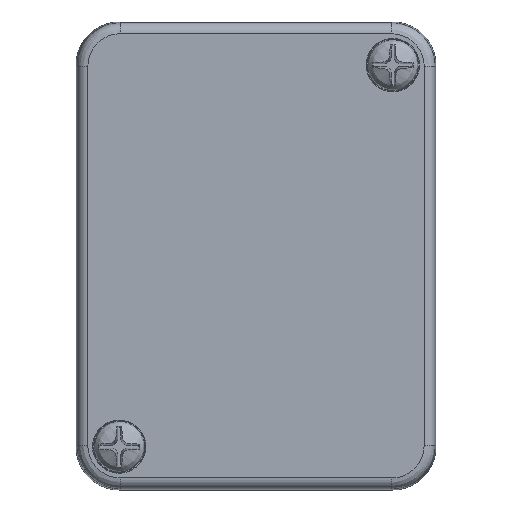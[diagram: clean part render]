
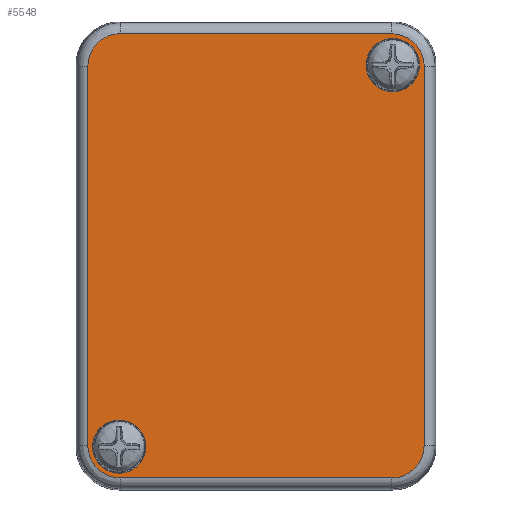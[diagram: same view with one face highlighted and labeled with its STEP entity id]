
A CAD part, top view. The second image highlights one B-rep face of the part: STEP entity #5548.
In plain terms, the highlighted planar face has unit normal (0, 0, 1).
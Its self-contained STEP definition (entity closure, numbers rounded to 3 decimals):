
#70=ELLIPSE('',#6142,0.45,0.45);
#71=ELLIPSE('',#6143,0.45,0.45);
#72=ELLIPSE('',#6144,0.45,0.45);
#73=ELLIPSE('',#6145,0.45,0.45);
#113=FACE_BOUND('',#942,.T.);
#114=FACE_BOUND('',#943,.T.);
#247=PLANE('',#6141);
#585=FACE_OUTER_BOUND('',#941,.T.);
#941=EDGE_LOOP('',(#4424,#4425,#4426,#4427,#4428,#4429,#4430,#4431));
#942=EDGE_LOOP('',(#4432));
#943=EDGE_LOOP('',(#4433));
#1337=LINE('',#9611,#1700);
#1338=LINE('',#9615,#1701);
#1339=LINE('',#9619,#1702);
#1340=LINE('',#9623,#1703);
#1700=VECTOR('',#7411,5.27);
#1701=VECTOR('',#7414,3.77);
#1702=VECTOR('',#7417,5.27);
#1703=VECTOR('',#7420,3.77);
#1982=CIRCLE('',#6110,0.37);
#1999=CIRCLE('',#6139,0.37);
#2475=VERTEX_POINT('',#9547);
#2492=VERTEX_POINT('',#9604);
#2493=VERTEX_POINT('',#9609);
#2494=VERTEX_POINT('',#9610);
#2495=VERTEX_POINT('',#9612);
#2496=VERTEX_POINT('',#9614);
#2497=VERTEX_POINT('',#9616);
#2498=VERTEX_POINT('',#9618);
#2499=VERTEX_POINT('',#9620);
#2500=VERTEX_POINT('',#9622);
#3141=EDGE_CURVE('',#2475,#2475,#1982,.T.);
#3169=EDGE_CURVE('',#2492,#2492,#1999,.T.);
#3170=EDGE_CURVE('',#2493,#2494,#1337,.T.);
#3171=EDGE_CURVE('',#2495,#2493,#70,.T.);
#3172=EDGE_CURVE('',#2496,#2495,#1338,.T.);
#3173=EDGE_CURVE('',#2497,#2496,#71,.T.);
#3174=EDGE_CURVE('',#2498,#2497,#1339,.T.);
#3175=EDGE_CURVE('',#2499,#2498,#72,.T.);
#3176=EDGE_CURVE('',#2500,#2499,#1340,.T.);
#3177=EDGE_CURVE('',#2494,#2500,#73,.T.);
#4424=ORIENTED_EDGE('',*,*,#3170,.F.);
#4425=ORIENTED_EDGE('',*,*,#3171,.F.);
#4426=ORIENTED_EDGE('',*,*,#3172,.F.);
#4427=ORIENTED_EDGE('',*,*,#3173,.F.);
#4428=ORIENTED_EDGE('',*,*,#3174,.F.);
#4429=ORIENTED_EDGE('',*,*,#3175,.F.);
#4430=ORIENTED_EDGE('',*,*,#3176,.F.);
#4431=ORIENTED_EDGE('',*,*,#3177,.F.);
#4432=ORIENTED_EDGE('',*,*,#3169,.T.);
#4433=ORIENTED_EDGE('',*,*,#3141,.T.);
#5548=ADVANCED_FACE('',(#585,#113,#114),#247,.T.);
#6110=AXIS2_PLACEMENT_3D('',#9549,#7336,#7337);
#6139=AXIS2_PLACEMENT_3D('',#9606,#7405,#7406);
#6141=AXIS2_PLACEMENT_3D('',#9608,#7409,#7410);
#6142=AXIS2_PLACEMENT_3D('',#9613,#7412,#7413);
#6143=AXIS2_PLACEMENT_3D('',#9617,#7415,#7416);
#6144=AXIS2_PLACEMENT_3D('',#9621,#7418,#7419);
#6145=AXIS2_PLACEMENT_3D('',#9624,#7421,#7422);
#7336=DIRECTION('center_axis',(0.,0.,-1.));
#7337=DIRECTION('ref_axis',(1.,0.,0.));
#7405=DIRECTION('center_axis',(0.,0.,-1.));
#7406=DIRECTION('ref_axis',(-1.,0.,0.));
#7409=DIRECTION('center_axis',(0.,0.,1.));
#7410=DIRECTION('ref_axis',(1.,0.,0.));
#7411=DIRECTION('',(0.,1.,0.));
#7412=DIRECTION('center_axis',(0.,0.,-1.));
#7413=DIRECTION('ref_axis',(-0.707,-0.707,0.));
#7414=DIRECTION('',(-1.,0.,0.));
#7415=DIRECTION('center_axis',(0.,0.,-1.));
#7416=DIRECTION('ref_axis',(0.707,-0.707,0.));
#7417=DIRECTION('',(0.,-1.,0.));
#7418=DIRECTION('center_axis',(0.,0.,-1.));
#7419=DIRECTION('ref_axis',(0.707,0.707,0.));
#7420=DIRECTION('',(1.,0.,0.));
#7421=DIRECTION('center_axis',(0.,0.,-1.));
#7422=DIRECTION('ref_axis',(-0.707,0.707,0.));
#9547=CARTESIAN_POINT('',(1.53,2.65,1.));
#9549=CARTESIAN_POINT('Origin',(1.9,2.65,1.));
#9604=CARTESIAN_POINT('',(-1.53,-2.65,1.));
#9606=CARTESIAN_POINT('Origin',(-1.9,-2.65,1.));
#9608=CARTESIAN_POINT('Origin',(0.,0.,1.));
#9609=CARTESIAN_POINT('',(-2.335,-2.635,1.));
#9610=CARTESIAN_POINT('',(-2.335,2.635,1.));
#9611=CARTESIAN_POINT('',(-2.335,-2.635,1.));
#9612=CARTESIAN_POINT('',(-1.885,-3.085,1.));
#9613=CARTESIAN_POINT('Origin',(-1.885,-2.635,1.));
#9614=CARTESIAN_POINT('',(1.885,-3.085,1.));
#9615=CARTESIAN_POINT('',(1.885,-3.085,1.));
#9616=CARTESIAN_POINT('',(2.335,-2.635,1.));
#9617=CARTESIAN_POINT('Origin',(1.885,-2.635,1.));
#9618=CARTESIAN_POINT('',(2.335,2.635,1.));
#9619=CARTESIAN_POINT('',(2.335,2.635,1.));
#9620=CARTESIAN_POINT('',(1.885,3.085,1.));
#9621=CARTESIAN_POINT('Origin',(1.885,2.635,1.));
#9622=CARTESIAN_POINT('',(-1.885,3.085,1.));
#9623=CARTESIAN_POINT('',(-1.885,3.085,1.));
#9624=CARTESIAN_POINT('Origin',(-1.885,2.635,1.));
